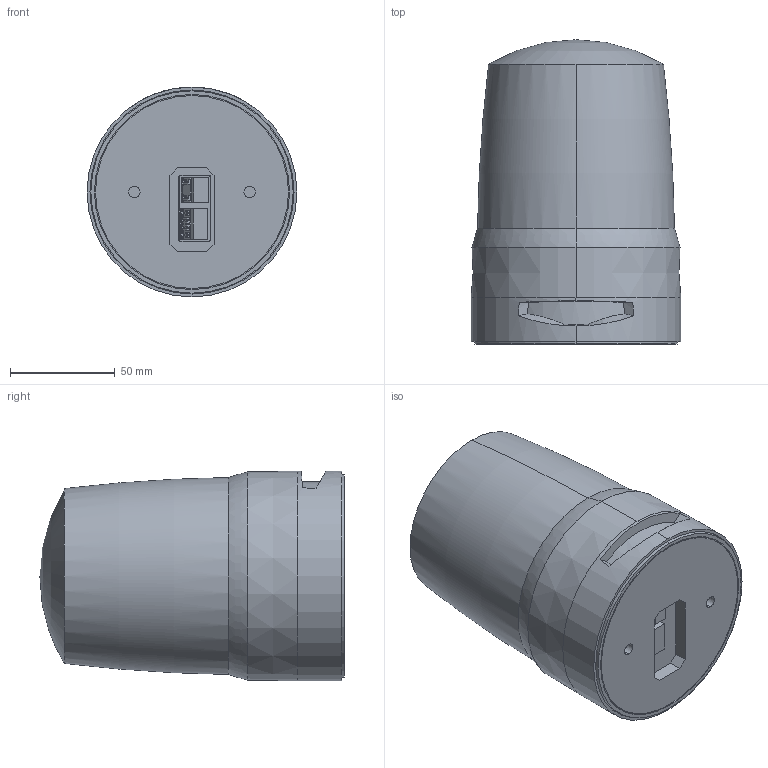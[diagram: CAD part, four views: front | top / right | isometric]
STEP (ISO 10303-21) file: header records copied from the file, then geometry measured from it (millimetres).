
FILE_DESCRIPTION (( 'STEP AP203' ), '1' );
FILE_NAME ('SF10-M2KTB-Y.step', '2025-02-24T17:23:22', ( '' ), ( '' ), 'SwSTEP 2.0', 'SolidWorks 2024', '' );
FILE_SCHEMA (( 'CONFIG_CONTROL_DESIGN' ));
Length unit declared in the file: millimetre
Products named in the file (1): SF10-M2KTB-Y
Bounding box: 100 x 145 x 100 mm (x, y, z)
Volume: 875276.8 mm3; surface area: 79857.5 mm2
Topology: 2 solids, 2 shells, 275 faces, 760 edges, 506 vertices
Faces by surface type: plane 174, bspline 54, cylinder 31, cone 11, torus 4, sphere 1
Entity records: 13550 total; most frequent: CARTESIAN_POINT 6976, ORIENTED_EDGE 1516, DIRECTION 1107, EDGE_CURVE 758, VERTEX_POINT 505, VECTOR 501, LINE 501, AXIS2_PLACEMENT_3D 303
